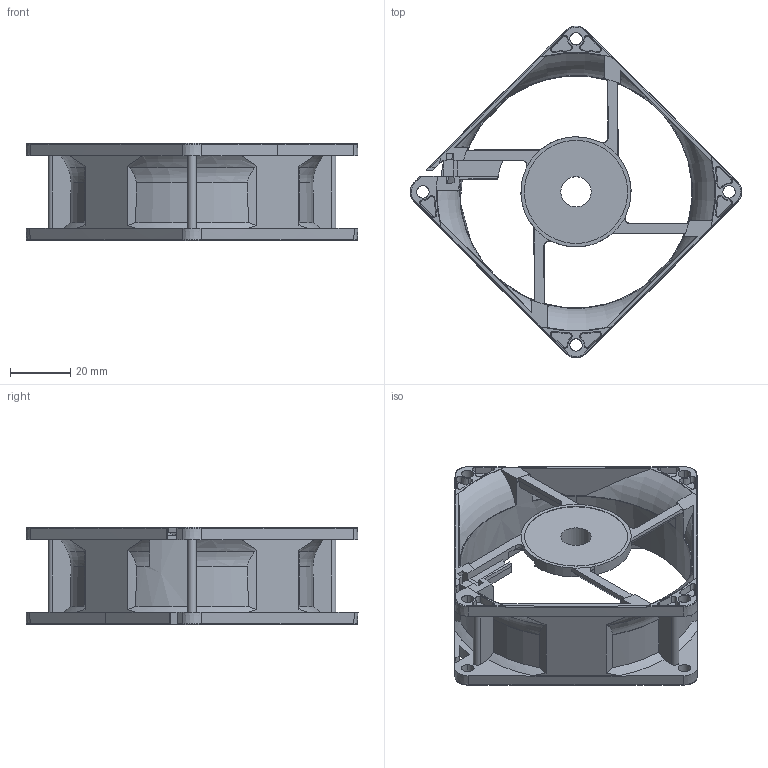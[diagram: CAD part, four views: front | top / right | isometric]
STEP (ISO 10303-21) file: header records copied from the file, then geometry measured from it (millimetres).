
FILE_DESCRIPTION (( 'STEP AP203' ), '1' );
FILE_NAME ('OD8032 m0.stp', '2021-12-03T15:31:26', ( '' ), ( '' ), 'SwSTEP 2.0', 'SolidWorks 2018', '' );
FILE_SCHEMA (( 'CONFIG_CONTROL_DESIGN' ));
Length unit declared in the file: millimetre
Products named in the file (1): OD8032 m0
Bounding box: 109.87 x 109.87 x 32.14 mm (x, y, z)
Volume: 23234.2 mm3; surface area: 28057 mm2
Topology: 1 solids, 1 shells, 429 faces, 1200 edges, 781 vertices
Faces by surface type: cone 140, plane 133, torus 61, cylinder 55, bspline 40
Entity records: 18556 total; most frequent: CARTESIAN_POINT 8324, ORIENTED_EDGE 2400, DIRECTION 1747, EDGE_CURVE 1200, VERTEX_POINT 781, AXIS2_PLACEMENT_3D 705, B_SPLINE_CURVE_WITH_KNOTS 545, EDGE_LOOP 467
